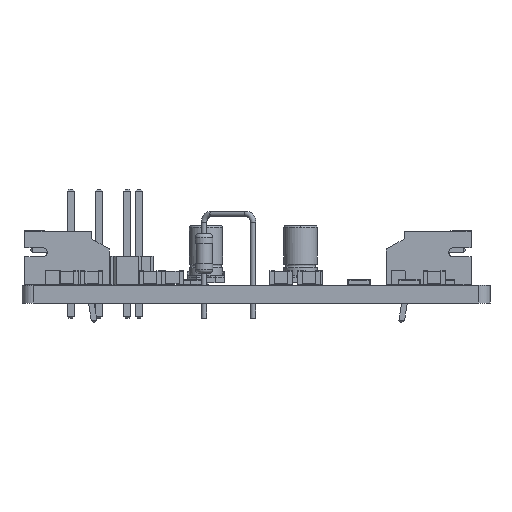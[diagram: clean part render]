
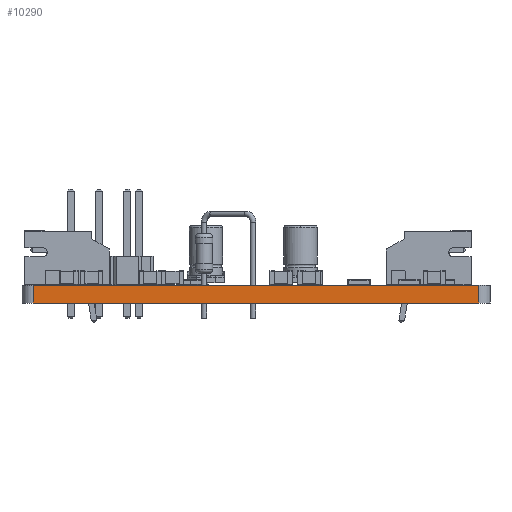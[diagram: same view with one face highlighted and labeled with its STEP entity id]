
A CAD part, front view. The second image highlights one B-rep face of the part: STEP entity #10290.
In plain terms, the highlighted planar face has unit normal (0, -1, 0).
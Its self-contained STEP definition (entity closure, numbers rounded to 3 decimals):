
#9619 = VERTEX_POINT('',#9620);
#9620 = CARTESIAN_POINT('',(149.,-103.,0.));
#9627 = EDGE_CURVE('',#9628,#9619,#9630,.T.);
#9628 = VERTEX_POINT('',#9629);
#9629 = CARTESIAN_POINT('',(189.,-103.,0.));
#9630 = LINE('',#9631,#9632);
#9631 = CARTESIAN_POINT('',(189.,-103.,0.));
#9632 = VECTOR('',#9633,1.);
#9633 = DIRECTION('',(-1.,0.,0.));
#9958 = VERTEX_POINT('',#9959);
#9959 = CARTESIAN_POINT('',(149.,-103.,1.6));
#9966 = EDGE_CURVE('',#9967,#9958,#9969,.T.);
#9967 = VERTEX_POINT('',#9968);
#9968 = CARTESIAN_POINT('',(189.,-103.,1.6));
#9969 = LINE('',#9970,#9971);
#9970 = CARTESIAN_POINT('',(189.,-103.,1.6));
#9971 = VECTOR('',#9972,1.);
#9972 = DIRECTION('',(-1.,0.,0.));
#10262 = EDGE_CURVE('',#9628,#9967,#10263,.T.);
#10263 = LINE('',#10264,#10265);
#10264 = CARTESIAN_POINT('',(189.,-103.,0.));
#10265 = VECTOR('',#10266,1.);
#10266 = DIRECTION('',(0.,0.,1.));
#10290 = ADVANCED_FACE('',(#10291),#10302,.T.);
#10291 = FACE_BOUND('',#10292,.T.);
#10292 = EDGE_LOOP('',(#10293,#10294,#10295,#10301));
#10293 = ORIENTED_EDGE('',*,*,#10262,.T.);
#10294 = ORIENTED_EDGE('',*,*,#9966,.T.);
#10295 = ORIENTED_EDGE('',*,*,#10296,.F.);
#10296 = EDGE_CURVE('',#9619,#9958,#10297,.T.);
#10297 = LINE('',#10298,#10299);
#10298 = CARTESIAN_POINT('',(149.,-103.,0.));
#10299 = VECTOR('',#10300,1.);
#10300 = DIRECTION('',(0.,0.,1.));
#10301 = ORIENTED_EDGE('',*,*,#9627,.F.);
#10302 = PLANE('',#10303);
#10303 = AXIS2_PLACEMENT_3D('',#10304,#10305,#10306);
#10304 = CARTESIAN_POINT('',(189.,-103.,0.));
#10305 = DIRECTION('',(0.,-1.,0.));
#10306 = DIRECTION('',(-1.,0.,0.));
